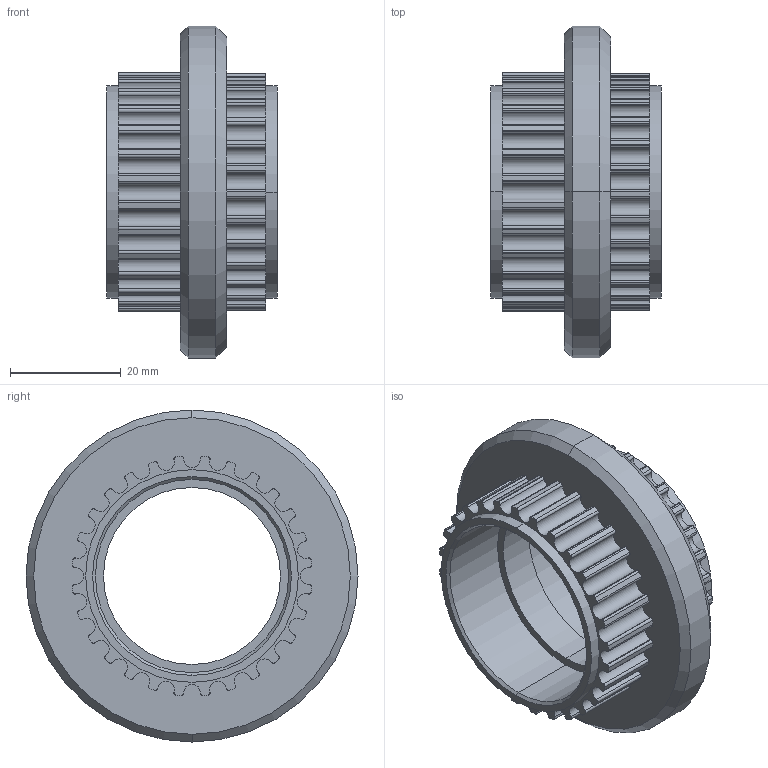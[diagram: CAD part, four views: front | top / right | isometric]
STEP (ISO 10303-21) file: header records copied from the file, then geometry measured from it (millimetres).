
FILE_DESCRIPTION (( 'STEP AP214' ), '1' );
FILE_NAME ('IntermediateWeaponPulley_Core.STEP', '2024-10-16T01:34:56', ( '' ), ( '' ), 'SwSTEP 2.0', 'SolidWorks 2024', '' );
FILE_SCHEMA (( 'AUTOMOTIVE_DESIGN' ));
Length unit declared in the file: millimetre
Products named in the file (1): IntermediateWeaponPulley_Core
Bounding box: 30.73 x 60 x 60 mm (x, y, z)
Volume: 23407.4 mm3; surface area: 12680.6 mm2
Topology: 1 solids, 1 shells, 314 faces, 910 edges, 604 vertices
Faces by surface type: cylinder 298, cone 8, plane 8
Entity records: 10741 total; most frequent: DIRECTION 2144, CARTESIAN_POINT 1829, ORIENTED_EDGE 1820, AXIS2_PLACEMENT_3D 919, EDGE_CURVE 910, VERTEX_POINT 604, CIRCLE 604, EDGE_LOOP 322
